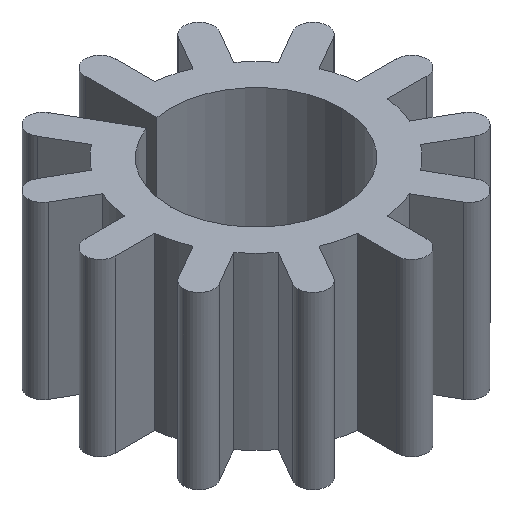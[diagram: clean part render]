
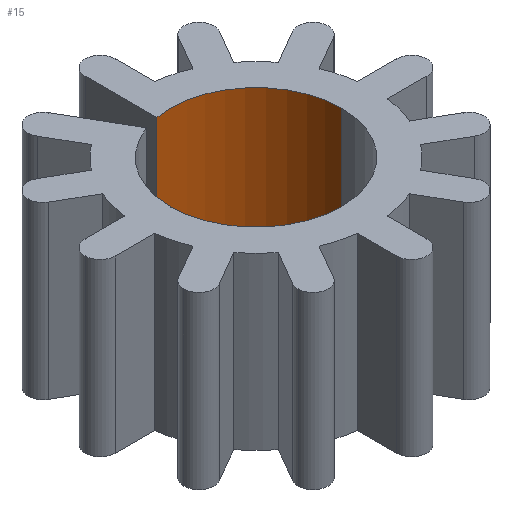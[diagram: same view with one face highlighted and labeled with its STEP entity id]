
A CAD part, isometric view. The second image highlights one B-rep face of the part: STEP entity #15.
In plain terms, the highlighted cylindrical face has radius 4 mm (diameter 8 mm), a partial arc.
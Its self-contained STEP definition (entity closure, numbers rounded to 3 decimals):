
#15 = ADVANCED_FACE ( 'NONE', ( #2039 ), #939, .F. ) ;
#150 = DIRECTION ( 'NONE',  ( 0., 0., 1. ) ) ;
#211 = EDGE_CURVE ( 'NONE', #449, #1451, #1888, .T. ) ;
#302 = EDGE_LOOP ( 'NONE', ( #2775, #2543, #807, #1075 ) ) ;
#348 = CARTESIAN_POINT ( 'NONE',  ( 0., 0., 8. ) ) ;
#449 = VERTEX_POINT ( 'NONE', #1670 ) ;
#527 = AXIS2_PLACEMENT_3D ( 'NONE', #2797, #1711, #1330 ) ;
#587 = CARTESIAN_POINT ( 'NONE',  ( -0.7, 3.938, 8. ) ) ;
#670 = CARTESIAN_POINT ( 'NONE',  ( 4., 0., 0. ) ) ;
#807 = ORIENTED_EDGE ( 'NONE', *, *, #2227, .F. ) ;
#811 = CARTESIAN_POINT ( 'NONE',  ( 4., 0., 8. ) ) ;
#822 = DIRECTION ( 'NONE',  ( 0., 0., -1. ) ) ;
#850 = EDGE_CURVE ( 'NONE', #1451, #1495, #1802, .T. ) ;
#939 = CYLINDRICAL_SURFACE ( 'NONE', #1611, 4. ) ;
#968 = VECTOR ( 'NONE', #150, 1000. ) ;
#1075 = ORIENTED_EDGE ( 'NONE', *, *, #850, .F. ) ;
#1330 = DIRECTION ( 'NONE',  ( -1., 0., 0. ) ) ;
#1347 = VECTOR ( 'NONE', #1686, 1000. ) ;
#1418 = CIRCLE ( 'NONE', #2500, 4. ) ;
#1451 = VERTEX_POINT ( 'NONE', #670 ) ;
#1495 = VERTEX_POINT ( 'NONE', #2286 ) ;
#1611 = AXIS2_PLACEMENT_3D ( 'NONE', #348, #822, #2499 ) ;
#1660 = DIRECTION ( 'NONE',  ( 0., 0., -1. ) ) ;
#1670 = CARTESIAN_POINT ( 'NONE',  ( 4., 0., 8. ) ) ;
#1686 = DIRECTION ( 'NONE',  ( 0., 0., -1. ) ) ;
#1711 = DIRECTION ( 'NONE',  ( 0., 0., 1. ) ) ;
#1802 = CIRCLE ( 'NONE', #527, 4. ) ;
#1820 = VERTEX_POINT ( 'NONE', #2319 ) ;
#1888 = LINE ( 'NONE', #811, #1347 ) ;
#2039 = FACE_OUTER_BOUND ( 'NONE', #302, .T. ) ;
#2074 = CARTESIAN_POINT ( 'NONE',  ( 0., 0., 8. ) ) ;
#2087 = LINE ( 'NONE', #587, #968 ) ;
#2151 = EDGE_CURVE ( 'NONE', #1820, #449, #1418, .T. ) ;
#2227 = EDGE_CURVE ( 'NONE', #1495, #1820, #2087, .T. ) ;
#2286 = CARTESIAN_POINT ( 'NONE',  ( -0.7, 3.938, 0. ) ) ;
#2319 = CARTESIAN_POINT ( 'NONE',  ( -0.7, 3.938, 8. ) ) ;
#2499 = DIRECTION ( 'NONE',  ( -1., 0., 0. ) ) ;
#2500 = AXIS2_PLACEMENT_3D ( 'NONE', #2074, #1660, #2513 ) ;
#2513 = DIRECTION ( 'NONE',  ( -1., 0., 0. ) ) ;
#2543 = ORIENTED_EDGE ( 'NONE', *, *, #2151, .F. ) ;
#2775 = ORIENTED_EDGE ( 'NONE', *, *, #211, .F. ) ;
#2797 = CARTESIAN_POINT ( 'NONE',  ( 0., 0., 0. ) ) ;
